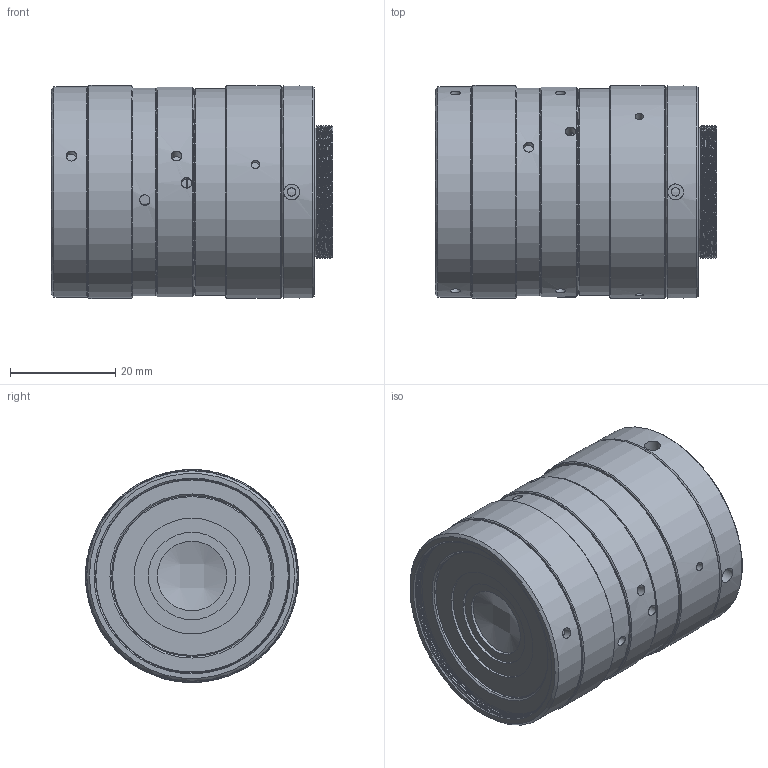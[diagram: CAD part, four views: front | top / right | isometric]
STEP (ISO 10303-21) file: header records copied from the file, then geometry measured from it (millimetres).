
FILE_DESCRIPTION (( 'STEP AP203' ), '1' );
FILE_NAME ('680401.STEP', '2024-05-07T01:06:17', ( 'Windows User' ), ( 'P R C' ), 'SwSTEP 2.0', 'SolidWorks 2020', '' );
FILE_SCHEMA (( 'CONFIG_CONTROL_DESIGN' ));
Length unit declared in the file: millimetre
Products named in the file (1): 680401
Bounding box: 53.47 x 40.5 x 40.5 mm (x, y, z)
Volume: 39437.9 mm3; surface area: 28329.6 mm2
Topology: 7 solids, 7 shells, 168 faces, 436 edges, 310 vertices
Faces by surface type: cylinder 68, plane 50, cone 33, bspline 17
Full cylindrical faces by diameter (mm): 1.4 x3, 1.6 x9, 2 x12, 3 x8, 13.2 x1, 15 x1, 15.2 x1, 16.6 x1, 19.2 x1, 19.6 x1, 22 x1, 22.4 x1, 24 x1, 24.6 x1, 30.4 x2, 30.6 x1, 33.839 x1, 34.1 x1, 34.6 x1, 36.4 x1, 36.6 x2, 36.7 x1, 36.9 x1, 37.2 x1, 37.4 x1, 37.578 x1, 37.6 x1, 39.4 x2, 40 x2, 40.3 x1
Entity records: 12336 total; most frequent: CARTESIAN_POINT 8986, ORIENTED_EDGE 584, DIRECTION 532, EDGE_LOOP 344, EDGE_CURVE 292, VERTEX_POINT 264, AXIS2_PLACEMENT_3D 257, FACE_OUTER_BOUND 230
